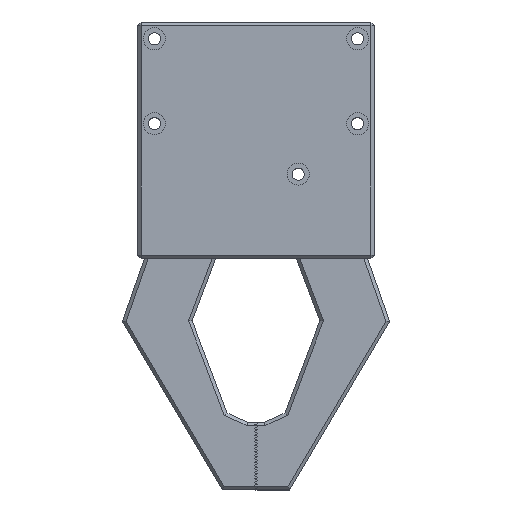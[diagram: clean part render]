
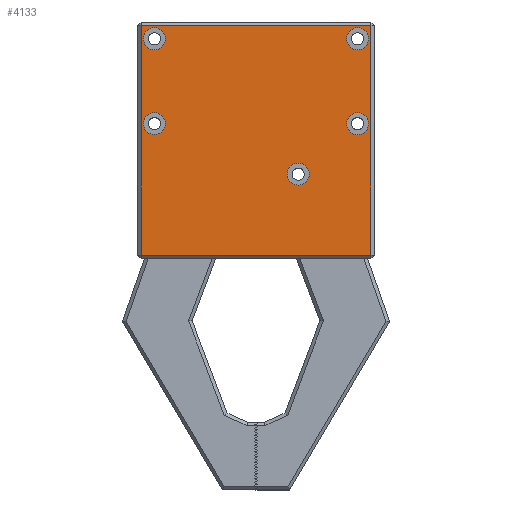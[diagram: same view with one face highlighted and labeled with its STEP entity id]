
A CAD part, top view. The second image highlights one B-rep face of the part: STEP entity #4133.
In plain terms, the highlighted planar face has unit normal (0, 0, 1).
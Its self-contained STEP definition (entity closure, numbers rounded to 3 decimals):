
#4133=ADVANCED_FACE('',(#16692,#16694,#16696,#16698,#16700,#16702),#16704,.T.);
#16692=FACE_BOUND('',#16693,.T.);
#16693=EDGE_LOOP('',(#26410,#26411,#26412,#26413));
#16694=FACE_BOUND('',#16695,.T.);
#16695=EDGE_LOOP('',(#26414));
#16696=FACE_BOUND('',#16697,.T.);
#16697=EDGE_LOOP('',(#26415));
#16698=FACE_BOUND('',#16699,.T.);
#16699=EDGE_LOOP('',(#26416));
#16700=FACE_BOUND('',#16701,.T.);
#16701=EDGE_LOOP('',(#26417));
#16702=FACE_BOUND('',#16703,.T.);
#16703=EDGE_LOOP('',(#26418));
#16704=PLANE('',#16705);
#16705=AXIS2_PLACEMENT_3D('',#16706,#16707,#16708);
#16706=CARTESIAN_POINT('',(0.,0.,6.6));
#16707=DIRECTION('',(0.,0.,1.));
#16708=DIRECTION('',(-1.,0.,0.));
#26410=ORIENTED_EDGE('',*,*,#31261,.T.);
#26411=ORIENTED_EDGE('',*,*,#31262,.T.);
#26412=ORIENTED_EDGE('',*,*,#31263,.T.);
#26413=ORIENTED_EDGE('',*,*,#31264,.T.);
#26414=ORIENTED_EDGE('',*,*,#31265,.T.);
#26415=ORIENTED_EDGE('',*,*,#31266,.T.);
#26416=ORIENTED_EDGE('',*,*,#31267,.T.);
#26417=ORIENTED_EDGE('',*,*,#31268,.T.);
#26418=ORIENTED_EDGE('',*,*,#31269,.T.);
#31261=EDGE_CURVE('',#39193,#39194,#39195,.T.);
#31262=EDGE_CURVE('',#39194,#39196,#39197,.T.);
#31263=EDGE_CURVE('',#39196,#39198,#39199,.T.);
#31264=EDGE_CURVE('',#39198,#39193,#39200,.T.);
#31265=EDGE_CURVE('',#39201,#39201,#39202,.F.);
#31266=EDGE_CURVE('',#39203,#39203,#39204,.F.);
#31267=EDGE_CURVE('',#39205,#39205,#39206,.F.);
#31268=EDGE_CURVE('',#39207,#39207,#39208,.F.);
#31269=EDGE_CURVE('',#39209,#39209,#39210,.F.);
#39193=VERTEX_POINT('',#58705);
#39194=VERTEX_POINT('',#58706);
#39195=LINE('',#58707,#58708);
#39196=VERTEX_POINT('',#58710);
#39197=LINE('',#58711,#58712);
#39198=VERTEX_POINT('',#58714);
#39199=LINE('',#58715,#58716);
#39200=LINE('',#58718,#58719);
#39201=VERTEX_POINT('',#58721);
#39202=CIRCLE('',#58722,3.25);
#39203=VERTEX_POINT('',#58726);
#39204=CIRCLE('',#58727,3.25);
#39205=VERTEX_POINT('',#58731);
#39206=CIRCLE('',#58732,3.25);
#39207=VERTEX_POINT('',#58736);
#39208=CIRCLE('',#58737,3.25);
#39209=VERTEX_POINT('',#58741);
#39210=CIRCLE('',#58742,3.25);
#58705=CARTESIAN_POINT('',(-69.,-1.,6.6));
#58706=CARTESIAN_POINT('',(-69.,-69.,6.6));
#58707=CARTESIAN_POINT('',(-69.,-1.,6.6));
#58708=VECTOR('',#58709,1.);
#58709=DIRECTION('',(0.,-1.,0.));
#58710=CARTESIAN_POINT('',(-1.,-69.,6.6));
#58711=CARTESIAN_POINT('',(-69.,-69.,6.6));
#58712=VECTOR('',#58713,1.);
#58713=DIRECTION('',(1.,0.,0.));
#58714=CARTESIAN_POINT('',(-1.,-1.,6.6));
#58715=CARTESIAN_POINT('',(-1.,-69.,6.6));
#58716=VECTOR('',#58717,1.);
#58717=DIRECTION('',(0.,1.,0.));
#58718=CARTESIAN_POINT('',(-1.,-1.,6.6));
#58719=VECTOR('',#58720,1.);
#58720=DIRECTION('',(-1.,0.,0.));
#58721=CARTESIAN_POINT('',(-68.3,-30.05,6.6));
#58722=AXIS2_PLACEMENT_3D('',#58723,#58724,#58725);
#58723=CARTESIAN_POINT('',(-65.05,-30.05,6.6));
#58724=DIRECTION('',(0.,0.,1.));
#58725=DIRECTION('',(-1.,0.,0.));
#58726=CARTESIAN_POINT('',(-8.2,-4.95,6.6));
#58727=AXIS2_PLACEMENT_3D('',#58728,#58729,#58730);
#58728=CARTESIAN_POINT('',(-4.95,-4.95,6.6));
#58729=DIRECTION('',(0.,0.,1.));
#58730=DIRECTION('',(-1.,0.,0.));
#58731=CARTESIAN_POINT('',(-68.3,-4.95,6.6));
#58732=AXIS2_PLACEMENT_3D('',#58733,#58734,#58735);
#58733=CARTESIAN_POINT('',(-65.05,-4.95,6.6));
#58734=DIRECTION('',(0.,0.,1.));
#58735=DIRECTION('',(-1.,0.,0.));
#58736=CARTESIAN_POINT('',(-25.75,-45.,6.6));
#58737=AXIS2_PLACEMENT_3D('',#58738,#58739,#58740);
#58738=CARTESIAN_POINT('',(-22.5,-45.,6.6));
#58739=DIRECTION('',(0.,0.,1.));
#58740=DIRECTION('',(-1.,0.,0.));
#58741=CARTESIAN_POINT('',(-8.2,-30.079,6.6));
#58742=AXIS2_PLACEMENT_3D('',#58743,#58744,#58745);
#58743=CARTESIAN_POINT('',(-4.95,-30.079,6.6));
#58744=DIRECTION('',(0.,0.,1.));
#58745=DIRECTION('',(-1.,0.,0.));
